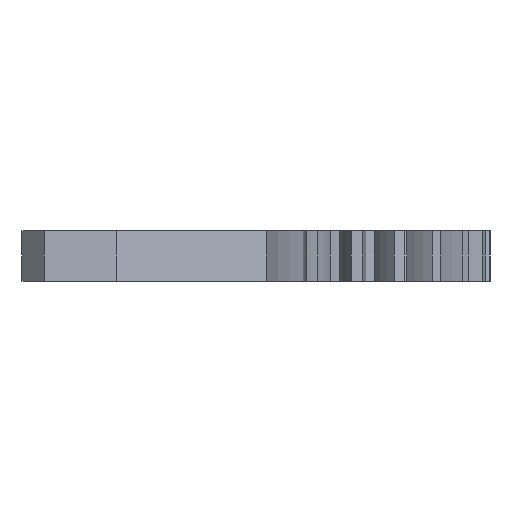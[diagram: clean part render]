
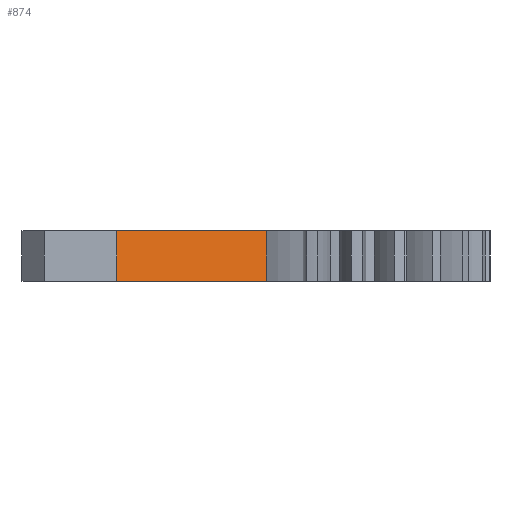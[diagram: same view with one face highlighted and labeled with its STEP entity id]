
A CAD part, left-side view. The second image highlights one B-rep face of the part: STEP entity #874.
In plain terms, the highlighted planar face has unit normal (-0.892, -0.452, 0).
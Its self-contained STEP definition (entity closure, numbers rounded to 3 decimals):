
#148=FACE_OUTER_BOUND('',#195,.T.);
#195=EDGE_LOOP('',(#613,#614,#615,#616));
#263=LINE('',#1406,#322);
#265=LINE('',#1410,#324);
#266=LINE('',#1412,#325);
#267=LINE('',#1413,#326);
#322=VECTOR('',#1092,10.);
#324=VECTOR('',#1096,10.);
#325=VECTOR('',#1097,10.);
#326=VECTOR('',#1098,10.);
#376=VERTEX_POINT('',#1403);
#377=VERTEX_POINT('',#1405);
#378=VERTEX_POINT('',#1409);
#379=VERTEX_POINT('',#1411);
#471=EDGE_CURVE('',#377,#376,#263,.T.);
#473=EDGE_CURVE('',#378,#376,#265,.T.);
#474=EDGE_CURVE('',#379,#378,#266,.T.);
#475=EDGE_CURVE('',#377,#379,#267,.T.);
#613=ORIENTED_EDGE('',*,*,#473,.F.);
#614=ORIENTED_EDGE('',*,*,#474,.F.);
#615=ORIENTED_EDGE('',*,*,#475,.F.);
#616=ORIENTED_EDGE('',*,*,#471,.T.);
#865=PLANE('',#944);
#874=ADVANCED_FACE('',(#148),#865,.T.);
#944=AXIS2_PLACEMENT_3D('',#1408,#1094,#1095);
#1092=DIRECTION('',(0.,0.,-1.));
#1094=DIRECTION('center_axis',(-0.892,-0.452,0.));
#1095=DIRECTION('ref_axis',(-0.452,0.892,0.));
#1096=DIRECTION('',(-0.452,0.892,0.));
#1097=DIRECTION('',(0.,0.,-1.));
#1098=DIRECTION('',(0.452,-0.892,0.));
#1403=CARTESIAN_POINT('',(-17.326,27.834,0.));
#1405=CARTESIAN_POINT('',(-17.326,27.834,5.));
#1406=CARTESIAN_POINT('',(-17.326,27.834,5.));
#1408=CARTESIAN_POINT('Origin',(-9.205,11.816,5.));
#1409=CARTESIAN_POINT('',(-9.205,11.816,0.));
#1410=CARTESIAN_POINT('',(-12.312,17.944,0.));
#1411=CARTESIAN_POINT('',(-9.205,11.816,5.));
#1412=CARTESIAN_POINT('',(-9.205,11.816,5.));
#1413=CARTESIAN_POINT('',(-17.326,27.834,5.));
